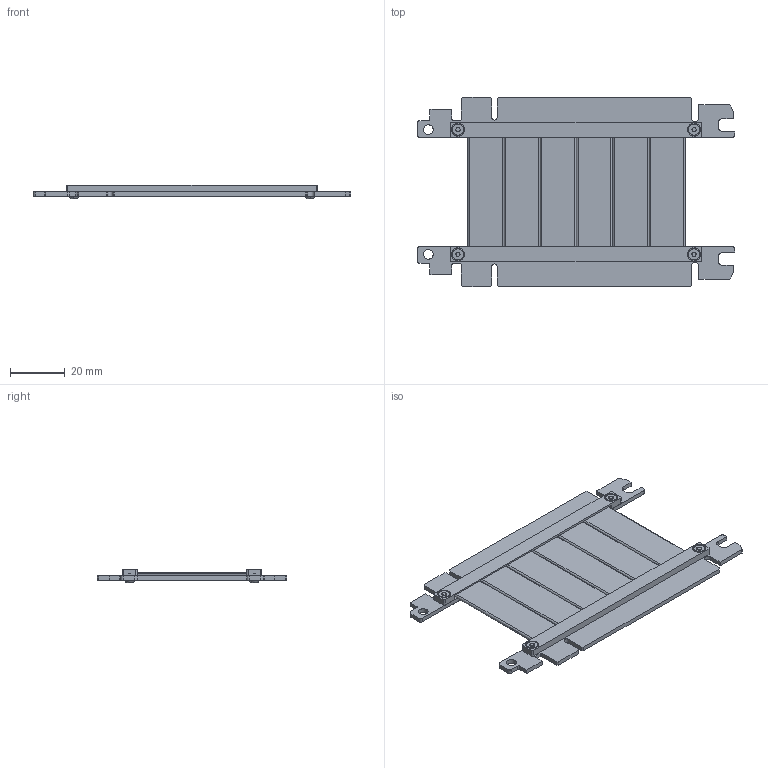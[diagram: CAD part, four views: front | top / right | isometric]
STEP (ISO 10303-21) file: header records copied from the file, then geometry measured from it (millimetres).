
FILE_DESCRIPTION(('Open CASCADE Model'),'2;1');
FILE_NAME('Open CASCADE Shape Model','2020-03-17T21:57:05',('Author'),( 'Open CASCADE'),'Open CASCADE STEP processor 6.8','Open CASCADE 6.8' ,'Unknown');
FILE_SCHEMA(('AUTOMOTIVE_DESIGN { 1 0 10303 214 1 1 1 1 }'));
Length unit declared in the file: millimetre
Products named in the file (9): PCB; Board; Open CASCADE STEP translator 6.8 18.1.1; Free-Models; tape-3P_RGB0; G0033_RGB9411503; Hexagon_nut_ISO_4032_(DIN_934)_-_M2_RGB9411503; RP33S-PAD; cable20-43
Assembly tree (21 placements, depth 3):
  PCB
    Board
      Open CASCADE STEP translator 6.8 18.1.1
    Free-Models
      tape-3P_RGB0  x2
      G0033_RGB9411503  x4
      Hexagon_nut_ISO_4032_(DIN_934)_-_M2_RGB9411503  x4
      RP33S-PAD  x2
      cable20-43  x6
Bounding box: 116.4 x 69.5 x 5.1 mm (x, y, z)
Volume: 10128.4 mm3; surface area: 28074.6 mm2
Topology: 259 solids, 259 shells, 3010 faces, 6684 edges, 4200 vertices
Faces by surface type: cylinder 1536, plane 938, torus 480, cone 48, revolution 8
Full cylindrical faces by diameter (mm): 0.6 x226, 2.2 x8, 3.6 x2, 4.8 x4
Entity records: 33838 total; most frequent: DIRECTION 5781, CARTESIAN_POINT 5521, ORIENTED_EDGE 5238, EDGE_CURVE 2619, AXIS2_PLACEMENT_3D 2170, VERTEX_POINT 1702, FACE_BOUND 1553, EDGE_LOOP 1553
